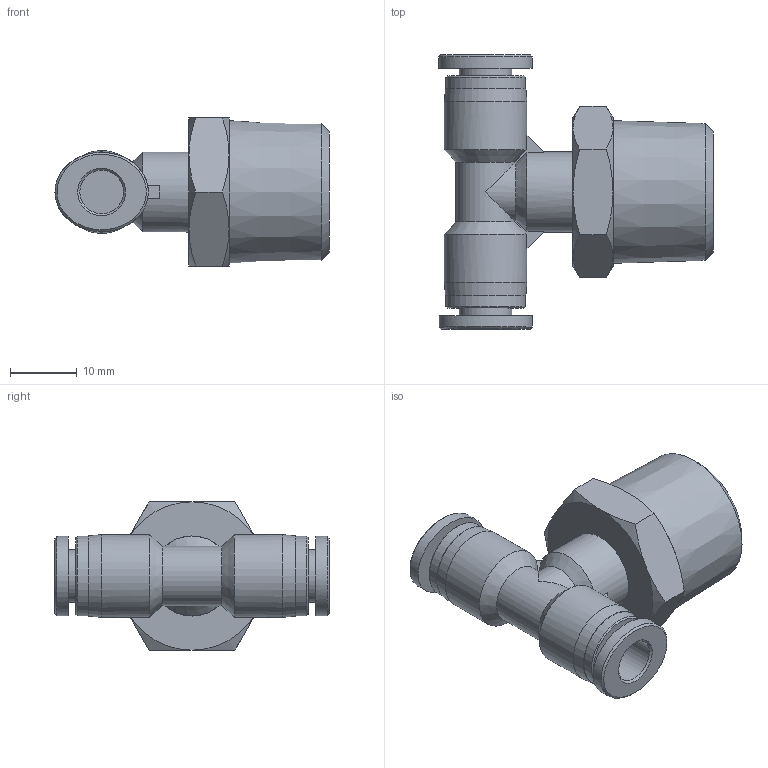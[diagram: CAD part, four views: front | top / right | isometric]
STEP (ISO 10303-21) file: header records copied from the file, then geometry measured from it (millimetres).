
FILE_DESCRIPTION((''),'2;1');
FILE_NAME('PT 1_4-N04U.stp','2016-10-17T15:04:16',('Administrator'),(''),'Autodesk Inventor 2013','Autodesk Inventor 2013','');
FILE_SCHEMA(('CONFIG_CONTROL_DESIGN'));
Length unit declared in the file: millimetre
Products named in the file (4): PT 1_4-N04U; NL 1_4-NPT1_2 BODY; NT N1_4 BODY; SLEEVE N1_4L
Assembly tree (4 placements, depth 2):
  PT 1_4-N04U
    NL 1_4-NPT1_2 BODY
    NT N1_4 BODY
    SLEEVE N1_4L  x2
Bounding box: 41.1 x 41.1 x 22.23 mm (x, y, z)
Volume: 11625.9 mm3; surface area: 5634.7 mm2
Topology: 4 solids, 4 shells, 78 faces, 165 edges, 102 vertices
Faces by surface type: plane 36, cone 24, cylinder 14, bspline 4
Full cylindrical faces by diameter (mm): 6.55 x4, 7.9 x2, 11.9 x2, 12 x1, 12.4 x2
Entity records: 1912 total; most frequent: CARTESIAN_POINT 456, DIRECTION 295, ORIENTED_EDGE 260, EDGE_CURVE 130, AXIS2_PLACEMENT_3D 126, VERTEX_POINT 89, EDGE_LOOP 89, FACE_OUTER_BOUND 67
